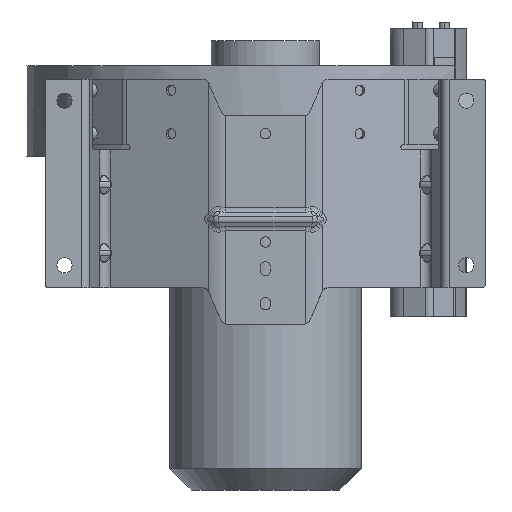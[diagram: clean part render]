
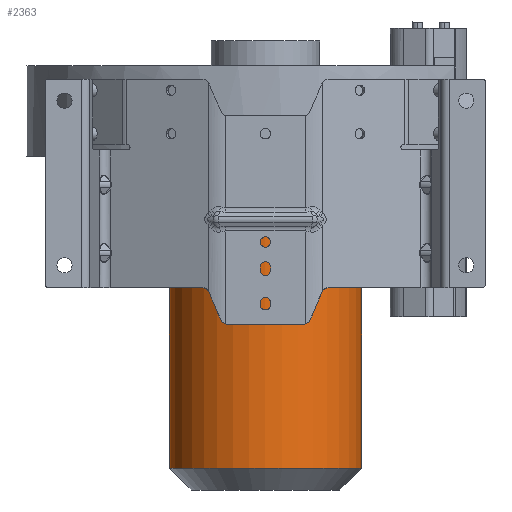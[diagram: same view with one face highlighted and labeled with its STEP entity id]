
A CAD part, front view. The second image highlights one B-rep face of the part: STEP entity #2363.
In plain terms, the highlighted cylindrical face has radius 88.7 mm (diameter 177.4 mm), a partial arc.
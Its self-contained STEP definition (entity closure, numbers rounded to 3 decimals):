
#641=CYLINDRICAL_SURFACE('',#9738,88.7);
#750=LINE('',#12175,#1310);
#751=LINE('',#12176,#1311);
#1310=VECTOR('',#9801,1.);
#1311=VECTOR('',#9802,1.);
#2363=ADVANCED_FACE('',(#2865),#641,.T.);
#2865=FACE_OUTER_BOUND('',#3435,.T.);
#3435=EDGE_LOOP('',(#6292,#6293,#6294,#6295));
#6292=ORIENTED_EDGE('',*,*,#7234,.F.);
#6293=ORIENTED_EDGE('',*,*,#7931,.T.);
#6294=ORIENTED_EDGE('',*,*,#7235,.T.);
#6295=ORIENTED_EDGE('',*,*,#8495,.T.);
#6383=VERTEX_POINT('',#12133);
#6384=VERTEX_POINT('',#12135);
#6389=VERTEX_POINT('',#12173);
#6390=VERTEX_POINT('',#12174);
#7234=EDGE_CURVE('',#6390,#6384,#750,.T.);
#7235=EDGE_CURVE('',#6389,#6383,#751,.T.);
#7931=EDGE_CURVE('',#6390,#6389,#8781,.T.);
#8495=EDGE_CURVE('',#6383,#6384,#8883,.T.);
#8781=CIRCLE('',#9383,88.7);
#8883=CIRCLE('',#9737,88.7);
#9383=AXIS2_PLACEMENT_3D('',#14461,#11071,#11072);
#9737=AXIS2_PLACEMENT_3D('',#20933,#11993,#11994);
#9738=AXIS2_PLACEMENT_3D('',#20934,#11995,#11996);
#9801=DIRECTION('',(0.,0.,-1.));
#9802=DIRECTION('',(0.,0.,-1.));
#11071=DIRECTION('',(0.,0.,-1.));
#11072=DIRECTION('',(-1.,0.,0.));
#11993=DIRECTION('',(0.,0.,1.));
#11994=DIRECTION('',(-1.,0.,0.));
#11995=DIRECTION('',(0.,0.,-1.));
#11996=DIRECTION('',(1.,0.,0.));
#12133=CARTESIAN_POINT('',(-88.7,0.,-328.7));
#12135=CARTESIAN_POINT('',(88.7,0.,-328.7));
#12173=CARTESIAN_POINT('',(-88.7,0.,-40.85));
#12174=CARTESIAN_POINT('',(88.7,0.,-40.85));
#12175=CARTESIAN_POINT('',(88.7,0.,-40.85));
#12176=CARTESIAN_POINT('',(-88.7,0.,-40.85));
#14461=CARTESIAN_POINT('',(0.,0.,-40.85));
#20933=CARTESIAN_POINT('',(0.,0.,-328.7));
#20934=CARTESIAN_POINT('',(0.,0.,-40.85));
